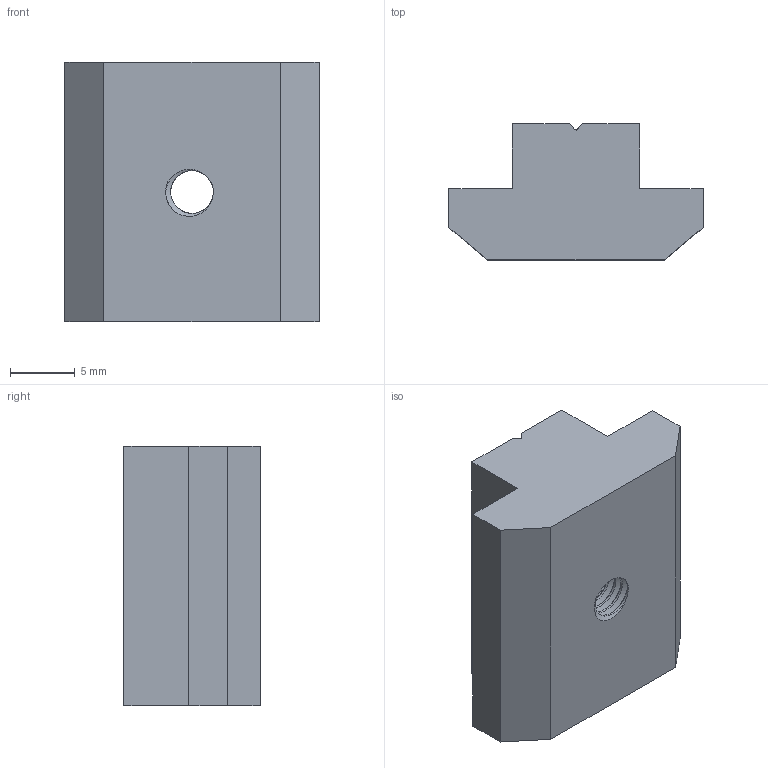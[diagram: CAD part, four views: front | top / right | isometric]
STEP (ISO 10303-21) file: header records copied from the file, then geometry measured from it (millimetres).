
FILE_DESCRIPTION (( 'STEP AP203' ), '1' );
FILE_NAME ('AL-2A01.A11A.01 Ñóõàðü ïàçîâûé ïàç 10, 20 ìì, Ì4.STEP', '2024-08-14T05:16:25', ( '' ), ( '' ), 'SwSTEP 2.0', 'SolidWorks 2021', '' );
FILE_SCHEMA (( 'CONFIG_CONTROL_DESIGN' ));
Length unit declared in the file: millimetre
Products named in the file (1): AL-2A01.A11A.01 Ñóõàðü ïàçîâûé ïàç 10, 20 ìì, Ì4
Bounding box: 19.6 x 10.5 x 20 mm (x, y, z)
Volume: 2872.5 mm3; surface area: 1619.7 mm2
Topology: 1 solids, 1 shells, 56 faces, 164 edges, 109 vertices
Faces by surface type: cylinder 31, plane 17, bspline 8
Entity records: 8349 total; most frequent: CARTESIAN_POINT 7030, ORIENTED_EDGE 328, DIRECTION 173, EDGE_CURVE 164, VERTEX_POINT 109, VECTOR 71, LINE 71, EDGE_LOOP 57
